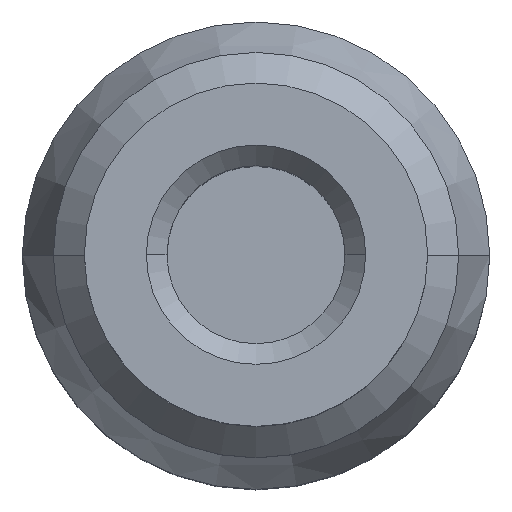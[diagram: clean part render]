
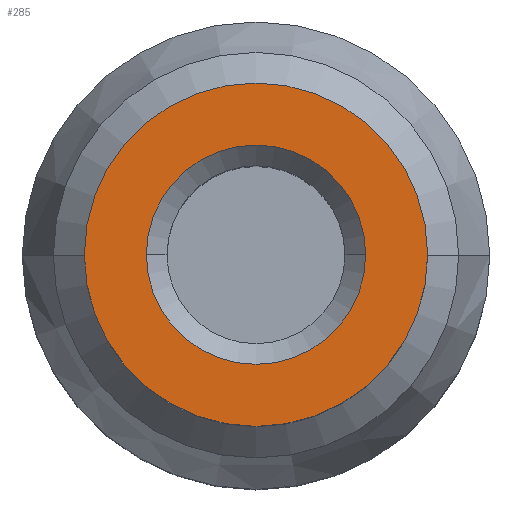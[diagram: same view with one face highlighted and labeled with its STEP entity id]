
A CAD part, top view. The second image highlights one B-rep face of the part: STEP entity #285.
In plain terms, the highlighted planar face has unit normal (0, 0, 1).
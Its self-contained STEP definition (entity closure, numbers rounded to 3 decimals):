
#5 = EDGE_CURVE ( 'NONE', #225, #250, #385, .T. ) ;
#6 = EDGE_CURVE ( 'NONE', #248, #247, #404, .T. ) ;
#33 = DIRECTION ( 'NONE',  ( 0., 0., -1. ) ) ;
#44 = DIRECTION ( 'NONE',  ( 1., 0., 0. ) ) ;
#48 = DIRECTION ( 'NONE',  ( 1., 0., 0. ) ) ;
#49 = DIRECTION ( 'NONE',  ( 0., 0., 1. ) ) ;
#56 = CARTESIAN_POINT ( 'NONE',  ( 0., 0., 22. ) ) ;
#85 = EDGE_LOOP ( 'NONE', ( #206, #207 ) ) ;
#91 = EDGE_LOOP ( 'NONE', ( #208, #209 ) ) ;
#206 = ORIENTED_EDGE ( 'NONE', *, *, #310, .T. ) ;
#207 = ORIENTED_EDGE ( 'NONE', *, *, #6, .T. ) ;
#208 = ORIENTED_EDGE ( 'NONE', *, *, #5, .T. ) ;
#209 = ORIENTED_EDGE ( 'NONE', *, *, #306, .T. ) ;
#225 = VERTEX_POINT ( 'NONE', #479 ) ;
#247 = VERTEX_POINT ( 'NONE', #511 ) ;
#248 = VERTEX_POINT ( 'NONE', #512 ) ;
#250 = VERTEX_POINT ( 'NONE', #514 ) ;
#262 = CARTESIAN_POINT ( 'NONE',  ( 0., 0., 22. ) ) ;
#285 = ADVANCED_FACE ( 'NONE', ( #551, #553 ), #554, .T. ) ;
#306 = EDGE_CURVE ( 'NONE', #250, #225, #342, .T. ) ;
#310 = EDGE_CURVE ( 'NONE', #247, #248, #408, .T. ) ;
#342 = CIRCLE ( 'NONE', #369, 4.15 ) ;
#367 = AXIS2_PLACEMENT_3D ( 'NONE', #262, #49, #48 ) ;
#369 = AXIS2_PLACEMENT_3D ( 'NONE', #648, #649, #650 ) ;
#381 = AXIS2_PLACEMENT_3D ( 'NONE', #660, #661, #662 ) ;
#382 = AXIS2_PLACEMENT_3D ( 'NONE', #56, #33, #44 ) ;
#385 = CIRCLE ( 'NONE', #367, 4.15 ) ;
#404 = CIRCLE ( 'NONE', #382, 2.65 ) ;
#408 = CIRCLE ( 'NONE', #381, 2.65 ) ;
#421 = AXIS2_PLACEMENT_3D ( 'NONE', #550, #548, #556 ) ;
#479 = CARTESIAN_POINT ( 'NONE',  ( -4.15, 0., 22. ) ) ;
#511 = CARTESIAN_POINT ( 'NONE',  ( 2.65, 0., 22. ) ) ;
#512 = CARTESIAN_POINT ( 'NONE',  ( -2.65, 0., 22. ) ) ;
#514 = CARTESIAN_POINT ( 'NONE',  ( 4.15, 0., 22. ) ) ;
#548 = DIRECTION ( 'NONE',  ( 0., 0., 1. ) ) ;
#550 = CARTESIAN_POINT ( 'NONE',  ( 0., 0., 22. ) ) ;
#551 = FACE_BOUND ( 'NONE', #85, .T. ) ;
#553 = FACE_OUTER_BOUND ( 'NONE', #91, .T. ) ;
#554 = PLANE ( 'NONE',  #421 ) ;
#556 = DIRECTION ( 'NONE',  ( 1., 0., 0. ) ) ;
#648 = CARTESIAN_POINT ( 'NONE',  ( 0., 0., 22. ) ) ;
#649 = DIRECTION ( 'NONE',  ( 0., 0., 1. ) ) ;
#650 = DIRECTION ( 'NONE',  ( 1., 0., 0. ) ) ;
#660 = CARTESIAN_POINT ( 'NONE',  ( 0., 0., 22. ) ) ;
#661 = DIRECTION ( 'NONE',  ( 0., 0., -1. ) ) ;
#662 = DIRECTION ( 'NONE',  ( 1., 0., 0. ) ) ;
